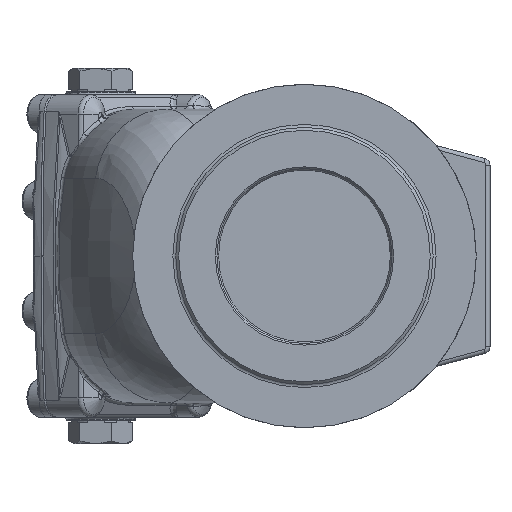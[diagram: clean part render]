
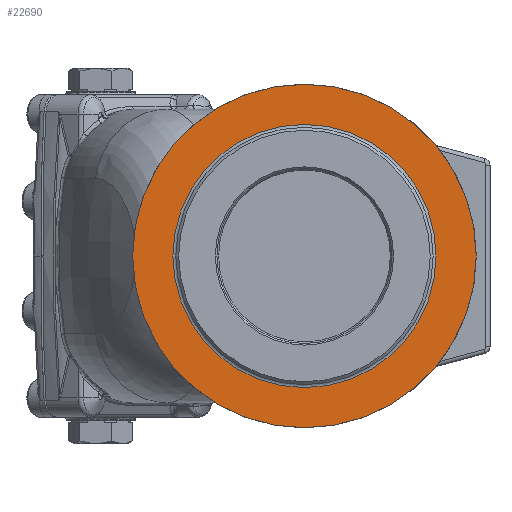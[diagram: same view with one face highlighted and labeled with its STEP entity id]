
A CAD part, left-side view. The second image highlights one B-rep face of the part: STEP entity #22690.
In plain terms, the highlighted planar face has unit normal (-1, 0, 0).
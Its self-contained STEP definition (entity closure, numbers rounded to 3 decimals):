
#485 = ORIENTED_EDGE ( 'NONE', *, *, #28714, .F. ) ;
#486 = ORIENTED_EDGE ( 'NONE', *, *, #28625, .F. ) ;
#1899 = EDGE_LOOP ( 'NONE', ( #486 ) ) ;
#1911 = EDGE_LOOP ( 'NONE', ( #485 ) ) ;
#6524 = FACE_BOUND ( 'NONE', #1911, .T. ) ;
#6530 = FACE_OUTER_BOUND ( 'NONE', #1899, .T. ) ;
#18893 = AXIS2_PLACEMENT_3D ( 'NONE', #24697, #24706, #24707 ) ;
#22690 = ADVANCED_FACE ( 'NONE', ( #6524, #6530 ), #24702, .T. ) ;
#24697 = CARTESIAN_POINT ( 'NONE',  ( -276., -53.8, 0. ) ) ;
#24702 = PLANE ( 'NONE',  #18893 ) ;
#24706 = DIRECTION ( 'NONE',  ( -1., 0., 0. ) ) ;
#24707 = DIRECTION ( 'NONE',  ( 0., 1., 0. ) ) ;
#25306 = CARTESIAN_POINT ( 'NONE',  ( -276., -148.3, 0. ) ) ;
#25308 = DIRECTION ( 'NONE',  ( 1., 0., 0. ) ) ;
#25309 = DIRECTION ( 'NONE',  ( 0., 1., 0. ) ) ;
#25877 = CIRCLE ( 'NONE', #30526, 125. ) ;
#25940 = CIRCLE ( 'NONE', #30552, 95.743 ) ;
#26181 = VERTEX_POINT ( 'NONE', #28453 ) ;
#26183 = VERTEX_POINT ( 'NONE', #28455 ) ;
#26561 = CARTESIAN_POINT ( 'NONE',  ( -276., -148.3, 0. ) ) ;
#26562 = DIRECTION ( 'NONE',  ( -1., 0., 0. ) ) ;
#26563 = DIRECTION ( 'NONE',  ( 0., 1., 0. ) ) ;
#28453 = CARTESIAN_POINT ( 'NONE',  ( -276., -23.3, 0. ) ) ;
#28455 = CARTESIAN_POINT ( 'NONE',  ( -276., -52.557, 0. ) ) ;
#28625 = EDGE_CURVE ( 'NONE', #26181, #26181, #25877, .T. ) ;
#28714 = EDGE_CURVE ( 'NONE', #26183, #26183, #25940, .T. ) ;
#30526 = AXIS2_PLACEMENT_3D ( 'NONE', #25306, #25308, #25309 ) ;
#30552 = AXIS2_PLACEMENT_3D ( 'NONE', #26561, #26562, #26563 ) ;
